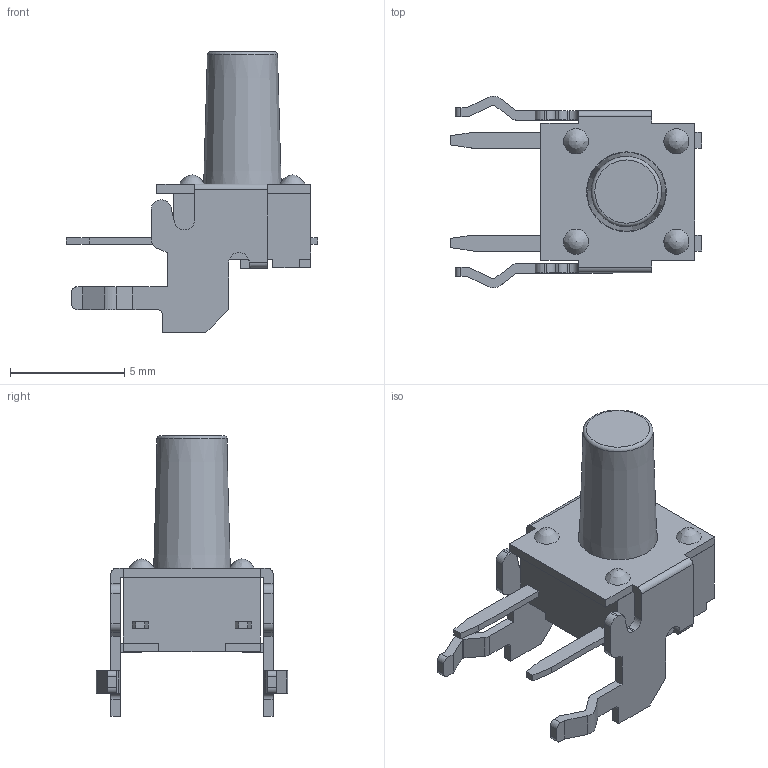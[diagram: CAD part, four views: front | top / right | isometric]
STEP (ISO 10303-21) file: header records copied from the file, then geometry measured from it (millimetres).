
FILE_DESCRIPTION((' '),'2;1');
FILE_NAME('TL1105SFxxxx.stp','2017-07-19T11:24:27',(' '),(' '),' ','ACIS',' ');
FILE_SCHEMA(('CONFIG_CONTROL_DESIGN'));
Length unit declared in the file: inch
Products named in the file (3): TL1105SFxxxx.stp; Body1; Body2
Assembly tree (2 placements, depth 2):
  TL1105SFxxxx.stp
    Body1
    Body2
Bounding box: 11 x 8.4 x 12.3 mm (x, y, z)
Volume: 172 mm3; surface area: 556.8 mm2
Topology: 2 solids, 6 shells, 280 faces, 741 edges, 485 vertices
Faces by surface type: plane 186, cylinder 80, bspline 5, torus 5, cone 2, sphere 2
Full cylindrical faces by diameter (mm): 3.5 x1, 5 x1
Entity records: 8960 total; most frequent: CARTESIAN_POINT 1653, ORIENTED_EDGE 1428, DIRECTION 1422, EDGE_CURVE 714, VECTOR 558, LINE 558, VERTEX_POINT 472, AXIS2_PLACEMENT_3D 432
